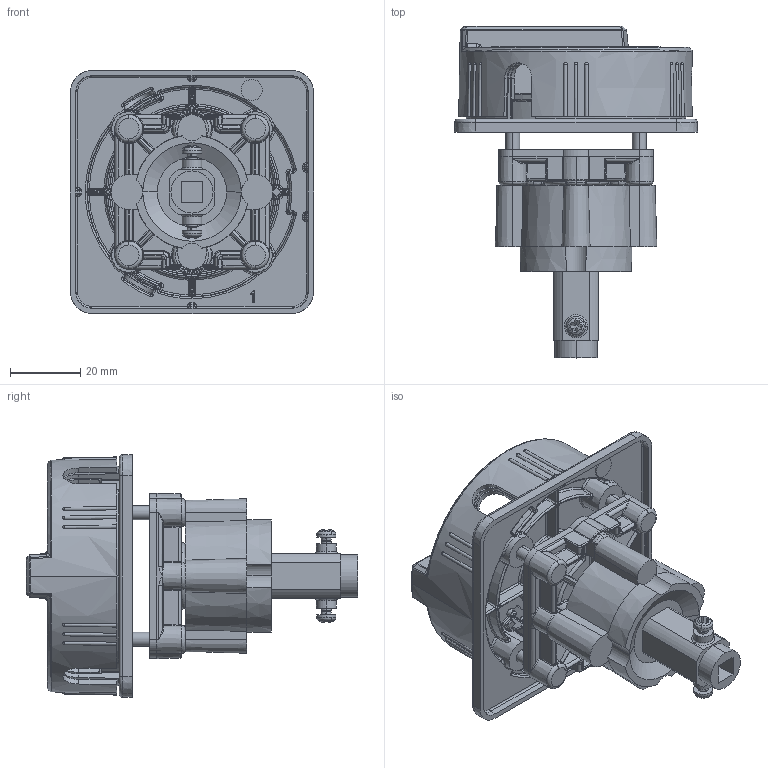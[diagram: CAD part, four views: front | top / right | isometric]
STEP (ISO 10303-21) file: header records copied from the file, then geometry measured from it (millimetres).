
FILE_DESCRIPTION (( 'STEP AP214' ), '1' );
FILE_NAME ('H05B.step', '2020-05-11T19:28:05', ( '' ), ( '' ), 'SwSTEP 2.0', 'SolidWorks 2019', '' );
FILE_SCHEMA (( 'AUTOMOTIVE_DESIGN' ));
Products named in the file (2): H05B
Bounding box: 69.13 x 94.4 x 69.13 mm (x, y, z)
Volume: 72261.3 mm3; surface area: 54936.9 mm2
Topology: 1 solids, 1 shells, 2308 faces, 5591 edges, 3263 vertices
Faces by surface type: bspline 1216, plane 487, cylinder 417, cone 188
Entity records: 106024 total; most frequent: CARTESIAN_POINT 61724, ORIENTED_EDGE 11068, DIRECTION 6760, EDGE_CURVE 5534, VERTEX_POINT 3264, AXIS2_PLACEMENT_3D 2621, EDGE_LOOP 2380, ADVANCED_FACE 2308
